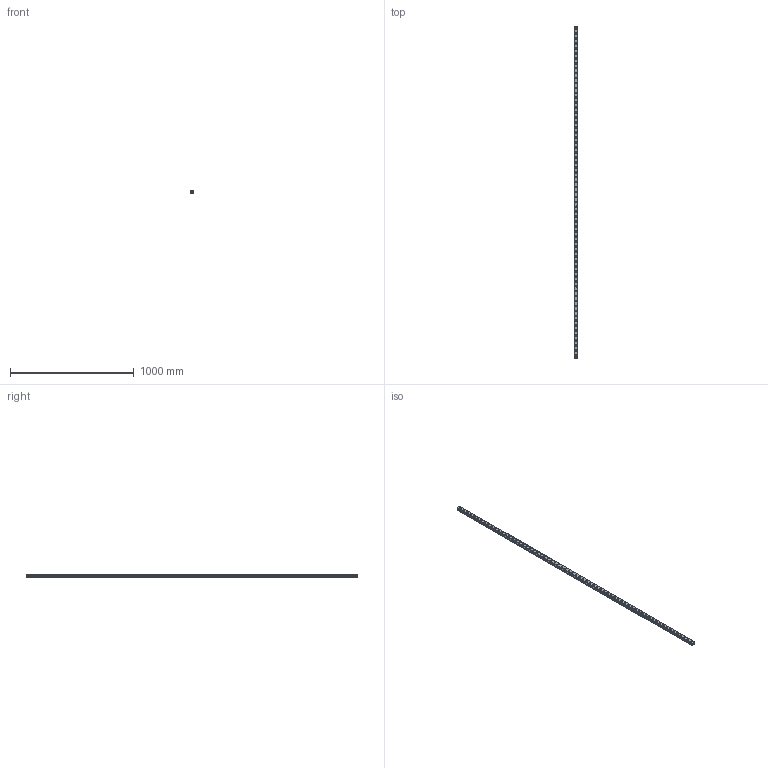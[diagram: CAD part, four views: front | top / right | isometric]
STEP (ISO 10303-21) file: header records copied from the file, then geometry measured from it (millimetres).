
FILE_DESCRIPTION(('STEP AP214'),'1');
FILE_NAME('cctmp_75201BCE-BE40-4F61-8B44-F72CCC5414E9_2021_03_11_14_41_19_0006..stp','2021-03-11T13:41:19',('HIWIN GmbH'),('CADClick - www.CADClick.com'),'Spatial InterOp 3D',' ','unknown authorization');
FILE_SCHEMA(('AUTOMOTIVE_DESIGN'));
Length unit declared in the file: millimetre
Products named in the file (1): RGR30R2680H_FILE
Bounding box: 28 x 2680 x 28 mm (x, y, z)
Volume: 1537955.4 mm3; surface area: 397627.6 mm2
Topology: 1 solids, 1 shells, 718 faces, 1533 edges, 1022 vertices
Faces by surface type: cylinder 420, plane 298
Entity records: 25545 total; most frequent: DIRECTION 3811, CARTESIAN_POINT 3274, ORIENTED_EDGE 3066, AXIS2_PLACEMENT_3D 1559, EDGE_CURVE 1533, VERTEX_POINT 1022, EDGE_LOOP 923, CIRCLE 840
